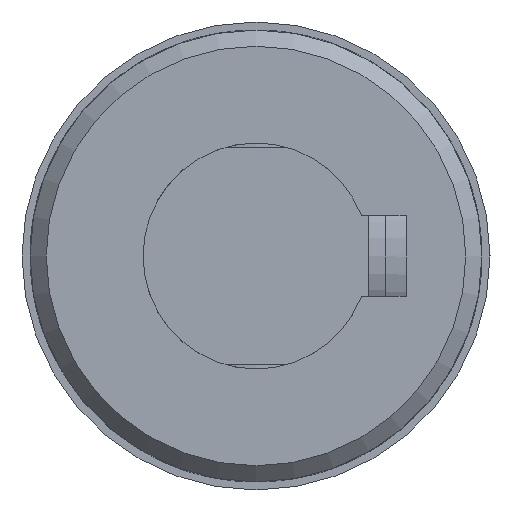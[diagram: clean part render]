
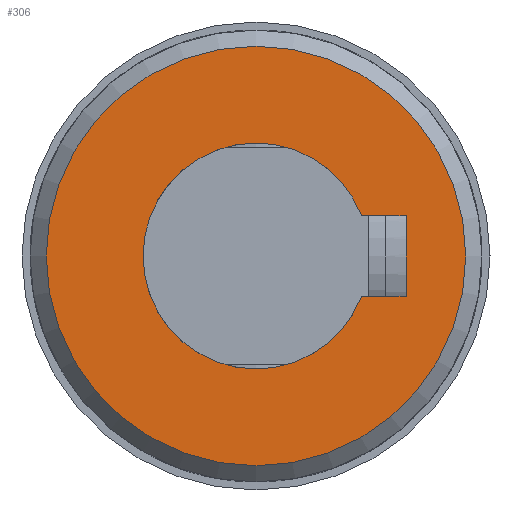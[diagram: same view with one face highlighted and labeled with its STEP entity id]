
A CAD part, left-side view. The second image highlights one B-rep face of the part: STEP entity #306.
In plain terms, the highlighted planar face has unit normal (-1, 0, 0).
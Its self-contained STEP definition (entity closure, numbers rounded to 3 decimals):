
#306 = ADVANCED_FACE( '', ( #711, #712 ), #713, .T. );
#711 = FACE_BOUND( '', #1293, .T. );
#712 = FACE_OUTER_BOUND( '', #1294, .T. );
#713 = PLANE( '', #1295 );
#1293 = EDGE_LOOP( '', ( #1885, #1886, #1887, #1888 ) );
#1294 = EDGE_LOOP( '', ( #1889 ) );
#1295 = AXIS2_PLACEMENT_3D( '', #1890, #1891, #1892 );
#1885 = ORIENTED_EDGE( '', *, *, #3383, .T. );
#1886 = ORIENTED_EDGE( '', *, *, #3384, .T. );
#1887 = ORIENTED_EDGE( '', *, *, #3385, .T. );
#1888 = ORIENTED_EDGE( '', *, *, #3386, .T. );
#1889 = ORIENTED_EDGE( '', *, *, #3387, .F. );
#1890 = CARTESIAN_POINT( '', ( 0., 13., 0. ) );
#1891 = DIRECTION( '', ( -1., 0., 0. ) );
#1892 = DIRECTION( '', ( 0., 0., 1. ) );
#3383 = EDGE_CURVE( '', #3982, #3983, #3984, .T. );
#3384 = EDGE_CURVE( '', #3983, #3985, #3986, .T. );
#3385 = EDGE_CURVE( '', #3985, #3987, #3988, .T. );
#3386 = EDGE_CURVE( '', #3987, #3982, #3989, .T. );
#3387 = EDGE_CURVE( '', #3990, #3990, #3991, .T. );
#3982 = VERTEX_POINT( '', #4860 );
#3983 = VERTEX_POINT( '', #4861 );
#3984 = LINE( '', #4862, #4863 );
#3985 = VERTEX_POINT( '', #4864 );
#3986 = CIRCLE( '', #4865, 7. );
#3987 = VERTEX_POINT( '', #4866 );
#3988 = LINE( '', #4867, #4868 );
#3989 = LINE( '', #4869, #4870 );
#3990 = VERTEX_POINT( '', #4871 );
#3991 = CIRCLE( '', #4872, 13. );
#4860 = CARTESIAN_POINT( '', ( 0., 2.5, -9.3 ) );
#4861 = CARTESIAN_POINT( '', ( 0., 2.5, -6.538 ) );
#4862 = CARTESIAN_POINT( '', ( 0., 2.5, -9.3 ) );
#4863 = VECTOR( '', #6877, 1000. );
#4864 = CARTESIAN_POINT( '', ( 0., -2.5, -6.538 ) );
#4865 = AXIS2_PLACEMENT_3D( '', #6878, #6879, #6880 );
#4866 = CARTESIAN_POINT( '', ( 0., -2.5, -9.3 ) );
#4867 = CARTESIAN_POINT( '', ( 0., -2.5, 0. ) );
#4868 = VECTOR( '', #6881, 1000. );
#4869 = CARTESIAN_POINT( '', ( 0., -2.5, -9.3 ) );
#4870 = VECTOR( '', #6882, 1000. );
#4871 = CARTESIAN_POINT( '', ( 0., 0., -13. ) );
#4872 = AXIS2_PLACEMENT_3D( '', #6883, #6884, #6885 );
#6877 = DIRECTION( '', ( 0., 0., 1. ) );
#6878 = CARTESIAN_POINT( '', ( 0., 0., 0. ) );
#6879 = DIRECTION( '', ( 1., 0., 0. ) );
#6880 = DIRECTION( '', ( 0., 0., -1. ) );
#6881 = DIRECTION( '', ( 0., 0., -1. ) );
#6882 = DIRECTION( '', ( 0., 1., 0. ) );
#6883 = CARTESIAN_POINT( '', ( 0., 0., 0. ) );
#6884 = DIRECTION( '', ( 1., 0., 0. ) );
#6885 = DIRECTION( '', ( 0., 0., -1. ) );
